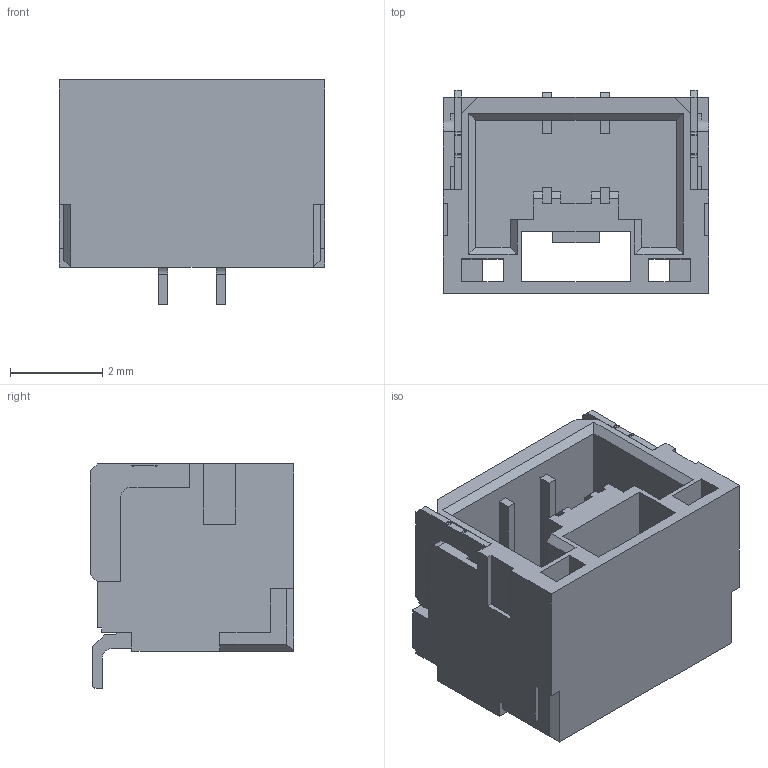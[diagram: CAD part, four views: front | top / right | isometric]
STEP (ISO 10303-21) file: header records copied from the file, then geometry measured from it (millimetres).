
FILE_DESCRIPTION (( 'STEP AP214' ), '1' );
FILE_NAME ('SM02B-GHS-TB(LF)(SN).STEP', '2021-06-07T12:17:31', ( '' ), ( '' ), 'SwSTEP 2.0', 'SolidWorks 2018', '' );
FILE_SCHEMA (( 'AUTOMOTIVE_DESIGN' ));
Length unit declared in the file: millimetre
Products named in the file (2): SM02B-GHS-TB(LF)(SN)
Bounding box: 5.75 x 4.4 x 4.85 mm (x, y, z)
Volume: 54 mm3; surface area: 266.1 mm2
Topology: 5 solids, 5 shells, 216 faces, 629 edges, 416 vertices
Faces by surface type: plane 204, cylinder 12
Entity records: 9376 total; most frequent: CARTESIAN_POINT 1263, ORIENTED_EDGE 1258, DIRECTION 1089, EDGE_CURVE 629, LINE 605, VECTOR 605, VERTEX_POINT 416, AXIS2_PLACEMENT_3D 242
